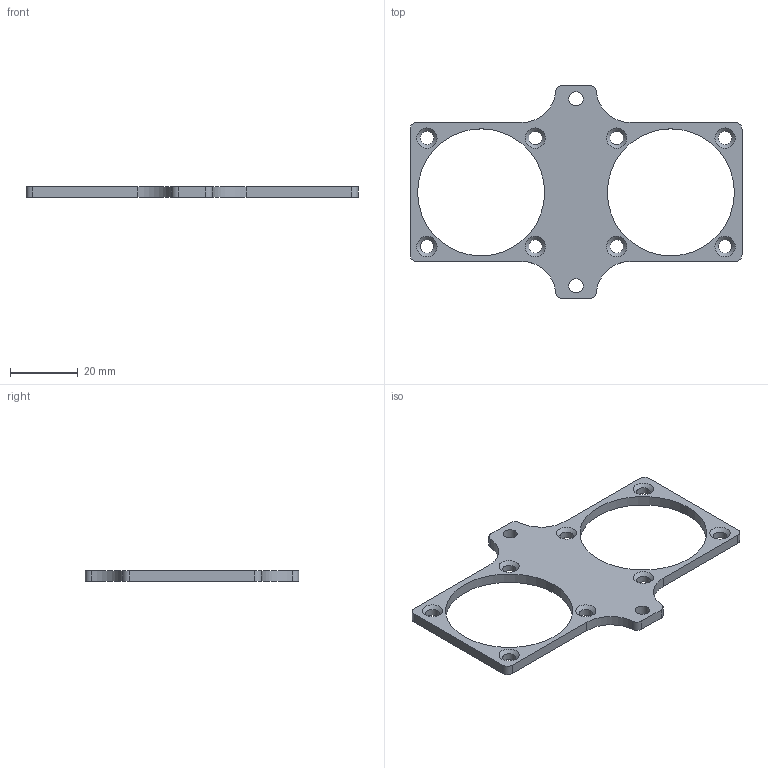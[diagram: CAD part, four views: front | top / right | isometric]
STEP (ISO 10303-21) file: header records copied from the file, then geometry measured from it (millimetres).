
FILE_DESCRIPTION(/* description */ (''),/* implementation_level */ '2;1');
FILE_NAME(/* name */ 'FractalRidgeCPUSideFanHappyProject v1.step',/* time_stamp */ '2023-06-23T17:01:38+02:00',/* author */ (''),/* organization */ (''),/* preprocessor_version */ 'ST-DEVELOPER v19.2',/* originating_system */ 'Autodesk Translation Framework v12.6.0.85',/* authorisation */ '');
FILE_SCHEMA (('AUTOMOTIVE_DESIGN { 1 0 10303 214 3 1 1 }'));
Length unit declared in the file: millimetre
Products named in the file (1): FractalRidgeCPUSideFanHappyProject
Bounding box: 98 x 63 x 3 mm (x, y, z)
Volume: 6008.1 mm3; surface area: 5978 mm2
Topology: 1 solids, 1 shells, 42 faces, 112 edges, 72 vertices
Faces by surface type: cylinder 24, plane 10, cone 8
Full cylindrical faces by diameter (mm): 4 x8, 4.2 x2, 37.5 x2
Entity records: 1409 total; most frequent: DIRECTION 254, CARTESIAN_POINT 227, ORIENTED_EDGE 224, EDGE_CURVE 112, AXIS2_PLACEMENT_3D 99, VERTEX_POINT 72, EDGE_LOOP 66, LINE 56
